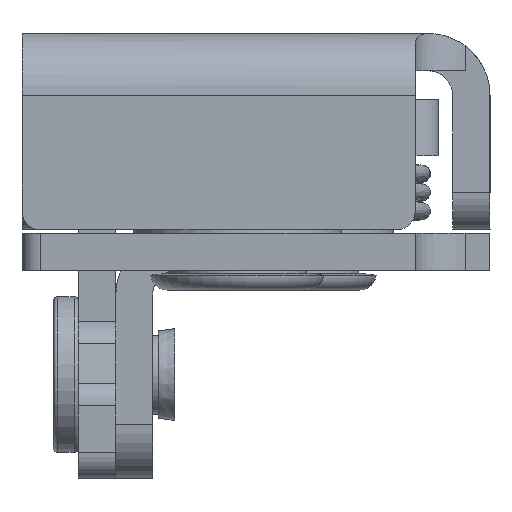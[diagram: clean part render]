
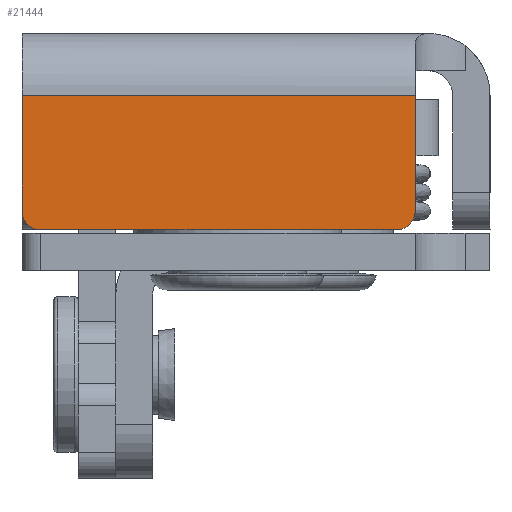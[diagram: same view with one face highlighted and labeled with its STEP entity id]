
A CAD part, left-side view. The second image highlights one B-rep face of the part: STEP entity #21444.
In plain terms, the highlighted planar face has unit normal (-1, 0, 0).
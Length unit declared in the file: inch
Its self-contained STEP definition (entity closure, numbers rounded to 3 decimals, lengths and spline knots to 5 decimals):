
#21347=CARTESIAN_POINT('',(-1.202,-0.4274,-0.4272));
#21348=VERTEX_POINT('',#21347);
#21355=CARTESIAN_POINT('',(-1.202,-0.3824,-0.4722));
#21356=VERTEX_POINT('',#21355);
#21357=CARTESIAN_POINT('',(-1.202,-0.3824,-0.4272));
#21358=DIRECTION('',(1.0,0.0,0.0));
#21359=DIRECTION('',(0.0,-0.707,-0.707));
#21360=AXIS2_PLACEMENT_3D('',#21357,#21358,#21359);
#21361=CIRCLE('',#21360,0.045);
#21362=EDGE_CURVE('',#21348,#21356,#21361,.T.);
#21379=CARTESIAN_POINT('',(-1.202,0.4727,-0.4722));
#21380=VERTEX_POINT('',#21379);
#21381=CARTESIAN_POINT('',(-1.202,0.4727,-0.4722));
#21382=DIRECTION('',(0.0,-1.0,0.0));
#21383=VECTOR('',#21382,0.8551);
#21384=LINE('',#21381,#21383);
#21385=EDGE_CURVE('',#21380,#21356,#21384,.T.);
#21404=CARTESIAN_POINT('',(-1.202,0.5177,0.0));
#21405=DIRECTION('',(-1.0,0.0,0.0));
#21406=DIRECTION('',(0.0,0.0,1.0));
#21407=AXIS2_PLACEMENT_3D('',#21404,#21405,#21406);
#21408=PLANE('',#21407);
#21409=ORIENTED_EDGE('',*,*,#21362,.F.);
#21410=CARTESIAN_POINT('',(-1.202,-0.4274,-0.149));
#21411=VERTEX_POINT('',#21410);
#21412=CARTESIAN_POINT('',(-1.202,-0.4274,-0.149));
#21413=DIRECTION('',(0.0,0.0,-1.0));
#21414=VECTOR('',#21413,0.2782);
#21415=LINE('',#21412,#21414);
#21416=EDGE_CURVE('',#21411,#21348,#21415,.T.);
#21417=ORIENTED_EDGE('',*,*,#21416,.F.);
#21418=CARTESIAN_POINT('',(-1.202,0.5177,-0.149));
#21419=VERTEX_POINT('',#21418);
#21420=CARTESIAN_POINT('',(-1.202,0.5177,-0.149));
#21421=DIRECTION('',(0.0,-1.0,0.0));
#21422=VECTOR('',#21421,0.9451);
#21423=LINE('',#21420,#21422);
#21424=EDGE_CURVE('',#21419,#21411,#21423,.T.);
#21425=ORIENTED_EDGE('',*,*,#21424,.F.);
#21426=CARTESIAN_POINT('',(-1.202,0.5177,-0.4272));
#21427=VERTEX_POINT('',#21426);
#21428=CARTESIAN_POINT('',(-1.202,0.5177,-0.149));
#21429=DIRECTION('',(0.0,0.0,-1.0));
#21430=VECTOR('',#21429,0.2782);
#21431=LINE('',#21428,#21430);
#21432=EDGE_CURVE('',#21419,#21427,#21431,.T.);
#21433=ORIENTED_EDGE('',*,*,#21432,.T.);
#21434=CARTESIAN_POINT('',(-1.202,0.4727,-0.4272));
#21435=DIRECTION('',(1.0,0.0,0.0));
#21436=DIRECTION('',(0.0,0.707,-0.707));
#21437=AXIS2_PLACEMENT_3D('',#21434,#21435,#21436);
#21438=CIRCLE('',#21437,0.045);
#21439=EDGE_CURVE('',#21380,#21427,#21438,.T.);
#21440=ORIENTED_EDGE('',*,*,#21439,.F.);
#21441=ORIENTED_EDGE('',*,*,#21385,.T.);
#21442=EDGE_LOOP('',(#21409,#21417,#21425,#21433,#21440,#21441));
#21443=FACE_OUTER_BOUND('',#21442,.T.);
#21444=ADVANCED_FACE('',(#21443),#21408,.T.);
